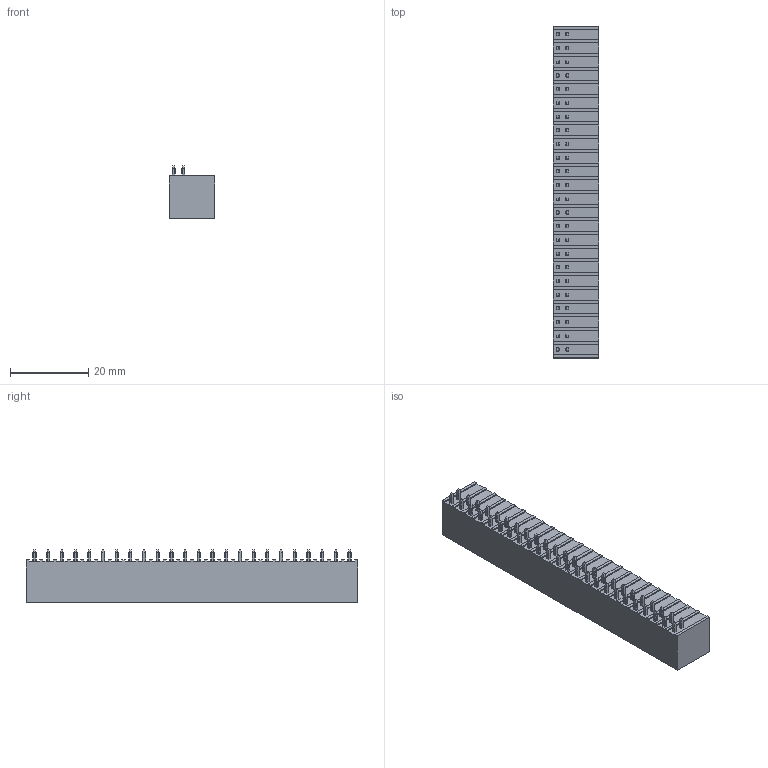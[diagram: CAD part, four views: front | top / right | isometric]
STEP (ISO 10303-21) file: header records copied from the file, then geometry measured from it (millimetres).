
FILE_DESCRIPTION((''),'2;1');
FILE_NAME('PRT0007','2024-11-18T09:58:27',('tluser'),(''),'CREO PARAMETRIC BY PTC INC, 2018100','CREO PARAMETRIC BY PTC INC, 2018100','');
FILE_SCHEMA(('CONFIG_CONTROL_DESIGN'));
Products named in the file (1): PRT0007
Bounding box: 11.6 x 84.8 x 13.4 mm (x, y, z)
Volume: 7140.3 mm3; surface area: 7901.1 mm2
Topology: 1 solids, 1 shells, 2175 faces, 6228 edges, 4152 vertices
Faces by surface type: plane 1439, cylinder 568, extrusion 168
Entity records: 72022 total; most frequent: CARTESIAN_POINT 16133, ORIENTED_EDGE 12456, DIRECTION 10298, EDGE_CURVE 6228, VECTOR 4540, LINE 4372, VERTEX_POINT 4152, AXIS2_PLACEMENT_3D 2879
